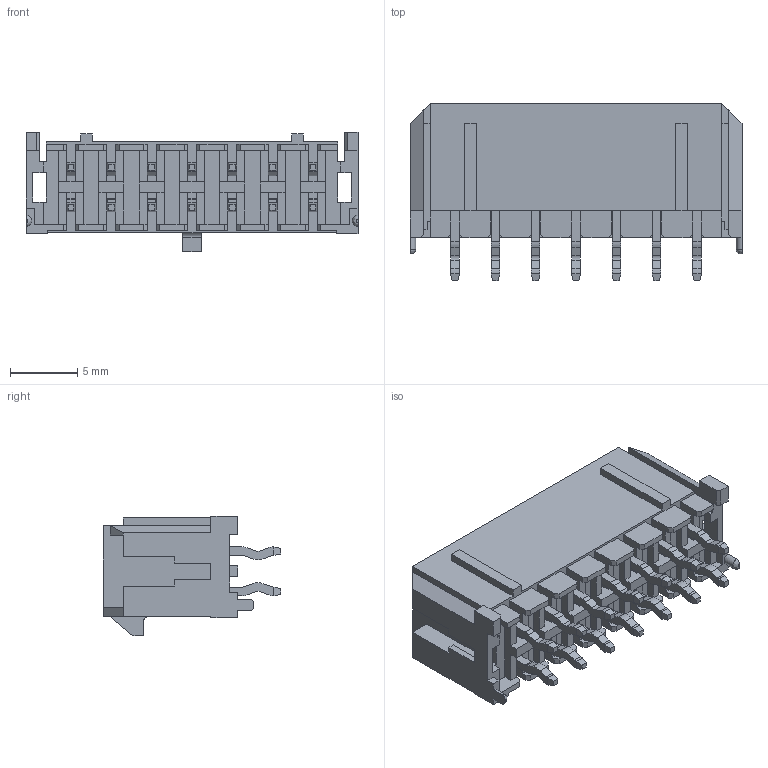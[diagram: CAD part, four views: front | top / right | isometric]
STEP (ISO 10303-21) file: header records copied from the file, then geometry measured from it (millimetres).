
FILE_DESCRIPTION((''),'2;1');
FILE_NAME('FWF30001-D14S22K6B','2021-06-28T',('gongcheng6'),(''),'PRO/ENGINEER BY PARAMETRIC TECHNOLOGY CORPORATION, 2010280','PRO/ENGINEER BY PARAMETRIC TECHNOLOGY CORPORATION, 2010280','');
FILE_SCHEMA(('CONFIG_CONTROL_DESIGN'));
Length unit declared in the file: millimetre
Products named in the file (1): FWF30001-D14S22K6B
Bounding box: 24.7 x 13.2 x 8.9 mm (x, y, z)
Volume: 801 mm3; surface area: 2737.3 mm2
Topology: 1 solids, 1 shells, 767 faces, 2058 edges, 1332 vertices
Faces by surface type: plane 678, cylinder 87, bspline 2
Entity records: 23564 total; most frequent: CARTESIAN_POINT 4211, ORIENTED_EDGE 4116, DIRECTION 3768, EDGE_CURVE 2058, VECTOR 1878, LINE 1878, VERTEX_POINT 1332, AXIS2_PLACEMENT_3D 945
